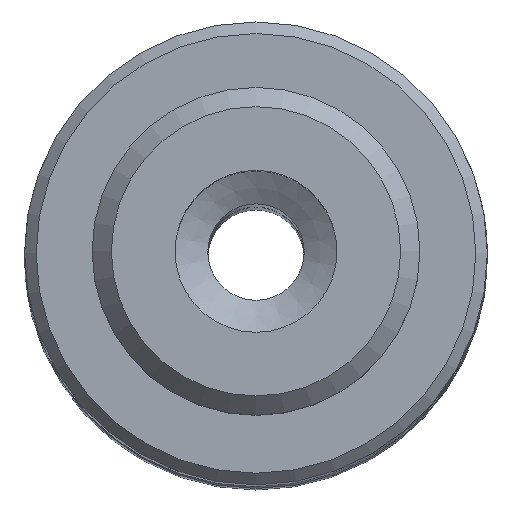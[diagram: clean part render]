
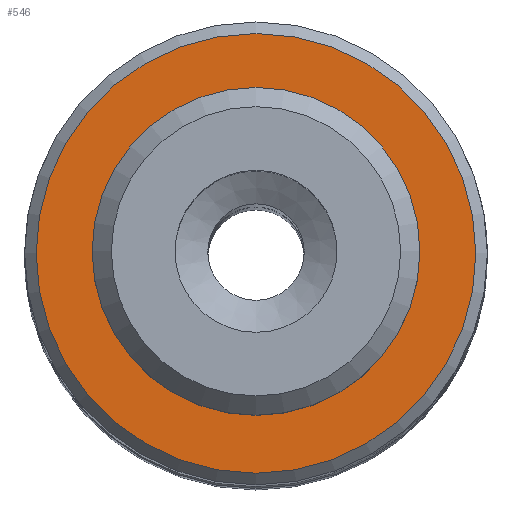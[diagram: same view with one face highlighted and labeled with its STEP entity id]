
A CAD part, top view. The second image highlights one B-rep face of the part: STEP entity #546.
In plain terms, the highlighted planar face has unit normal (0, 0, 1).
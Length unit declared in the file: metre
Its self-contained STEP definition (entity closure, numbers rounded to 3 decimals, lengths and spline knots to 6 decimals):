
#546 = ADVANCED_FACE( '', ( #810, #811 ), #812, .F. );
#810 = FACE_OUTER_BOUND( '', #1072, .T. );
#811 = FACE_BOUND( '', #1073, .T. );
#812 = PLANE( '', #1074 );
#1072 = EDGE_LOOP( '', ( #1417 ) );
#1073 = EDGE_LOOP( '', ( #1418 ) );
#1074 = AXIS2_PLACEMENT_3D( '', #1419, #1420, #1421 );
#1417 = ORIENTED_EDGE( '', *, *, #1997, .T. );
#1418 = ORIENTED_EDGE( '', *, *, #1996, .T. );
#1419 = CARTESIAN_POINT( '', ( 0., 0., 0.026 ) );
#1420 = DIRECTION( '', ( 0., 0., -1. ) );
#1421 = DIRECTION( '', ( -1., 0., 0. ) );
#1996 = EDGE_CURVE( '', #2154, #2154, #2155, .T. );
#1997 = EDGE_CURVE( '', #2156, #2156, #2157, .F. );
#2154 = VERTEX_POINT( '', #2350 );
#2155 = CIRCLE( '', #2351, 0.0035 );
#2156 = VERTEX_POINT( '', #2352 );
#2157 = CIRCLE( '', #2353, 0.0057 );
#2350 = CARTESIAN_POINT( '', ( 0., -0.0035, 0.026 ) );
#2351 = AXIS2_PLACEMENT_3D( '', #2622, #2623, #2624 );
#2352 = CARTESIAN_POINT( '', ( -0.0057, 0., 0.026 ) );
#2353 = AXIS2_PLACEMENT_3D( '', #2625, #2626, #2627 );
#2622 = CARTESIAN_POINT( '', ( 0., 0., 0.026 ) );
#2623 = DIRECTION( '', ( 0., 0., -1. ) );
#2624 = DIRECTION( '', ( 0., -1., 0. ) );
#2625 = CARTESIAN_POINT( '', ( 0., 0., 0.026 ) );
#2626 = DIRECTION( '', ( 0., 0., -1. ) );
#2627 = DIRECTION( '', ( -1., 0., 0. ) );
